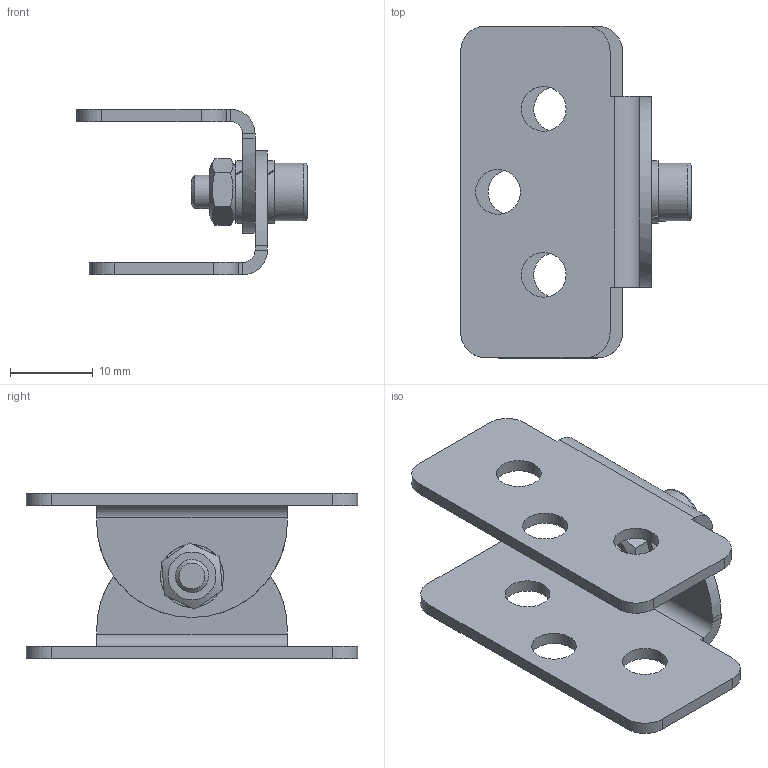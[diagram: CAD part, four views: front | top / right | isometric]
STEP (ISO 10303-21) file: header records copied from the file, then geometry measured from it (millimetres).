
FILE_DESCRIPTION(/* description */ ('DISO X xxx'),/* implementation_level */ '2;1');
FILE_NAME(/* name */ 'MB-N-Winkel parallel.stp',/* time_stamp */ '2015-11-04T07:32:38+01:00',/* author */ ('lsa'),/* organization */ (''),/* preprocessor_version */ 'ST-DEVELOPER v15.6',/* originating_system */ 'Autodesk Inventor 2015',/* authorisation */ '');
FILE_SCHEMA (('AUTOMOTIVE_DESIGN { 1 0 10303 214 3 1 1 }'));
Length unit declared in the file: millimetre
Products named in the file (1): Bauteil1
Bounding box: 27.8 x 40 x 20 mm (x, y, z)
Volume: 3219.2 mm3; surface area: 4520.3 mm2
Topology: 1 solids, 1 shells, 91 faces, 238 edges, 152 vertices
Faces by surface type: plane 53, cylinder 28, torus 6, cone 4
Full cylindrical faces by diameter (mm): 4 x2, 4.2 x1, 5.4 x6, 7 x1
Entity records: 2753 total; most frequent: CARTESIAN_POINT 552, DIRECTION 448, ORIENTED_EDGE 422, EDGE_CURVE 211, AXIS2_PLACEMENT_3D 171, VERTEX_POINT 141, EDGE_LOOP 126, LINE 106
